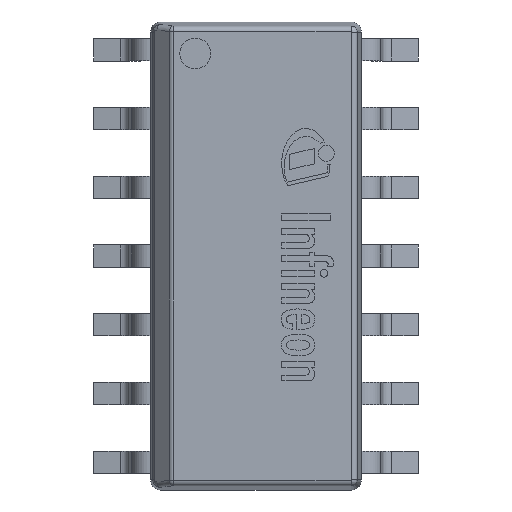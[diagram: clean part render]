
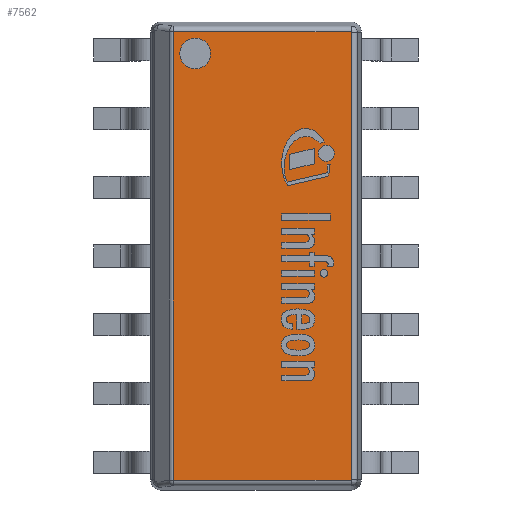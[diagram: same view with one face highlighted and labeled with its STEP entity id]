
A CAD part, top view. The second image highlights one B-rep face of the part: STEP entity #7562.
In plain terms, the highlighted planar face has unit normal (0, 0, 1).
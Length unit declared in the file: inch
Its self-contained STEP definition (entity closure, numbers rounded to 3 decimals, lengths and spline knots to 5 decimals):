
#73=FACE_BOUND('',#2525,.T.);
#109=PLANE('',#8079);
#375=LINE('',#11441,#1124);
#378=LINE('',#11445,#1127);
#381=LINE('',#11467,#1130);
#384=LINE('',#11471,#1133);
#1124=VECTOR('',#8989,1.);
#1127=VECTOR('',#8994,1.);
#1130=VECTOR('',#9009,1.);
#1133=VECTOR('',#9014,1.);
#2072=FACE_OUTER_BOUND('',#2524,.T.);
#2524=EDGE_LOOP('',(#5399,#5400,#5401,#5402,#5403,#5404));
#2525=EDGE_LOOP('',(#5405));
#2974=CIRCLE('',#8055,0.01301);
#2979=CIRCLE('',#8062,0.01301);
#2985=CIRCLE('',#8080,0.285);
#3367=VERTEX_POINT('',#11410);
#3370=VERTEX_POINT('',#11417);
#3372=VERTEX_POINT('',#11430);
#3373=VERTEX_POINT('',#11432);
#3376=VERTEX_POINT('',#11439);
#3378=VERTEX_POINT('',#11456);
#3387=VERTEX_POINT('',#11567);
#4148=EDGE_CURVE('',#3372,#3373,#2974,.T.);
#4152=EDGE_CURVE('',#3376,#3372,#375,.T.);
#4155=EDGE_CURVE('',#3373,#3370,#378,.T.);
#4157=EDGE_CURVE('',#3378,#3376,#2979,.T.);
#4162=EDGE_CURVE('',#3370,#3367,#381,.T.);
#4165=EDGE_CURVE('',#3367,#3378,#384,.T.);
#4182=EDGE_CURVE('',#3387,#3387,#2985,.T.);
#5399=ORIENTED_EDGE('',*,*,#4148,.F.);
#5400=ORIENTED_EDGE('',*,*,#4152,.F.);
#5401=ORIENTED_EDGE('',*,*,#4157,.F.);
#5402=ORIENTED_EDGE('',*,*,#4165,.F.);
#5403=ORIENTED_EDGE('',*,*,#4162,.F.);
#5404=ORIENTED_EDGE('',*,*,#4155,.F.);
#5405=ORIENTED_EDGE('',*,*,#4182,.T.);
#7562=ADVANCED_FACE('',(#2072,#73),#109,.T.);
#8055=AXIS2_PLACEMENT_3D('',#11433,#8979,#8980);
#8062=AXIS2_PLACEMENT_3D('',#11458,#8997,#8998);
#8079=AXIS2_PLACEMENT_3D('',#11566,#9046,#9047);
#8080=AXIS2_PLACEMENT_3D('',#11568,#9048,#9049);
#8979=DIRECTION('center_axis',(0.,0.,-1.));
#8980=DIRECTION('ref_axis',(0.707,-0.707,0.));
#8989=DIRECTION('',(0.,-1.,0.));
#8994=DIRECTION('',(-1.,0.,0.));
#8997=DIRECTION('center_axis',(0.,0.,-1.));
#8998=DIRECTION('ref_axis',(0.707,0.707,0.));
#9009=DIRECTION('',(0.,1.,0.));
#9014=DIRECTION('',(1.,0.,0.));
#9046=DIRECTION('center_axis',(0.,0.,1.));
#9047=DIRECTION('ref_axis',(0.,-1.,0.));
#9048=DIRECTION('center_axis',(0.,0.,-1.));
#9049=DIRECTION('ref_axis',(0.,-1.,0.));
#11410=CARTESIAN_POINT('',(-1.53008,4.14751,1.75));
#11417=CARTESIAN_POINT('',(-1.53008,-4.14751,1.75));
#11430=CARTESIAN_POINT('',(1.77251,-4.1345,1.75));
#11432=CARTESIAN_POINT('',(1.7595,-4.14751,1.75));
#11433=CARTESIAN_POINT('Origin',(1.7595,-4.1345,1.75));
#11439=CARTESIAN_POINT('',(1.77251,4.1345,1.75));
#11441=CARTESIAN_POINT('',(1.77251,2.06725,1.75));
#11445=CARTESIAN_POINT('',(0.87975,-4.14751,1.75));
#11456=CARTESIAN_POINT('',(1.7595,4.14751,1.75));
#11458=CARTESIAN_POINT('Origin',(1.7595,4.1345,1.75));
#11467=CARTESIAN_POINT('',(-1.53008,-5.25906,1.75));
#11471=CARTESIAN_POINT('',(-0.87975,4.14751,1.75));
#11566=CARTESIAN_POINT('Origin',(0.,0.,
1.75));
#11567=CARTESIAN_POINT('',(-1.12295,3.4565,1.75));
#11568=CARTESIAN_POINT('Origin',(-1.12295,3.7415,1.75));
